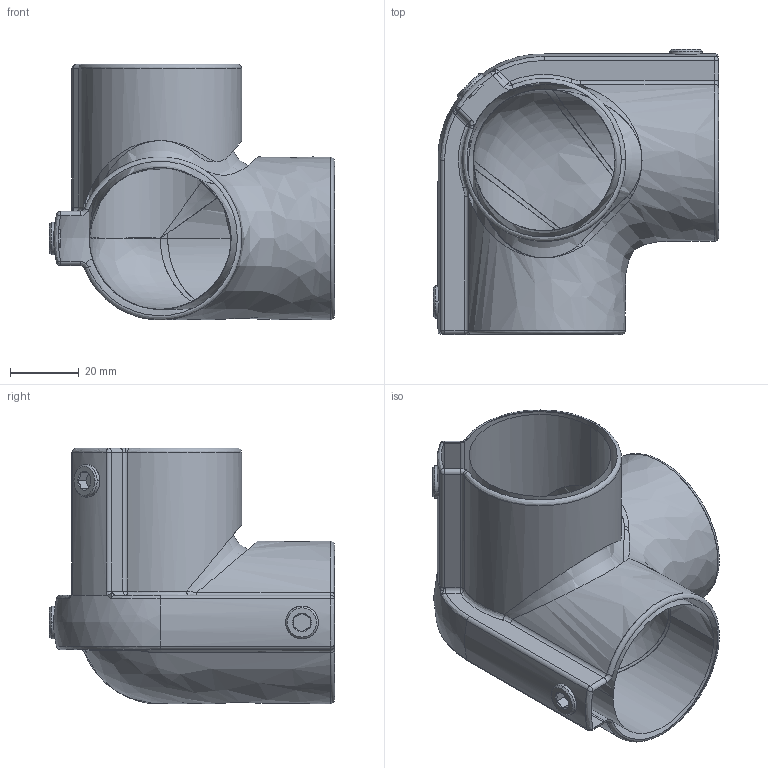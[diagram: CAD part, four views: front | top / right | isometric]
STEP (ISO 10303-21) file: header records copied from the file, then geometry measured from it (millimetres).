
FILE_DESCRIPTION(/* description */ (''),/* implementation_level */ '2;1');
FILE_NAME(/* name */ 'corner_pipe_corrected',/* time_stamp */ '2025-07-13T22:45:14-07:00',/* author */ (''),/* organization */ (''),/* preprocessor_version */ 'ST-DEVELOPER v19.2',/* originating_system */ 'Rhino 8.19',/* authorisation */ '');
FILE_SCHEMA (('CONFIG_CONTROL_DESIGN'));
Length unit declared in the file: metre
Products named in the file (1): Document
Bounding box: 83.06 x 83.06 x 74.53 mm (x, y, z)
Surface area: 35939.8 mm2 (no closed solid volume)
Topology: 0 solids, 124 shells, 133 faces, 545 edges, 517 vertices
Faces by surface type: bspline 73, cylinder 31, plane 29
Entity records: 29969 total; most frequent: CARTESIAN_POINT 26040, ORIENTED_EDGE 553, EDGE_CURVE 535, VERTEX_POINT 517, DIRECTION 488, B_SPLINE_CURVE_WITH_KNOTS 323, AXIS2_PLACEMENT_3D 274, TRIMMED_CURVE 212
